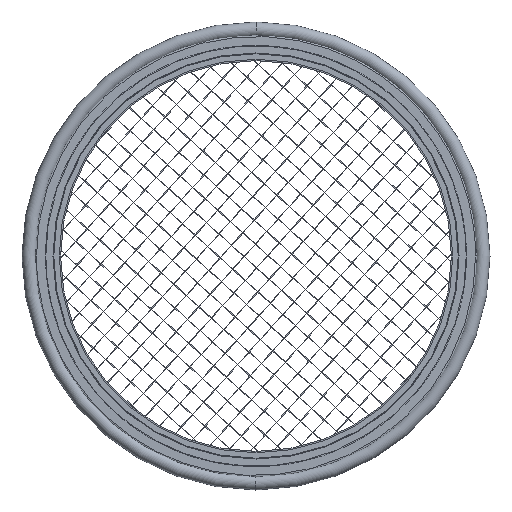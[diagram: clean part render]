
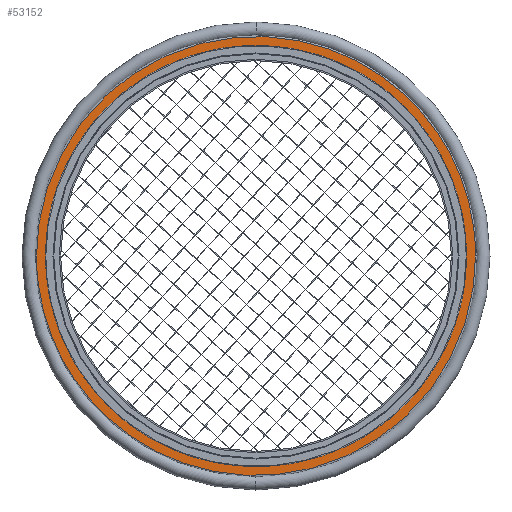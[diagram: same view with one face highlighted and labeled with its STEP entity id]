
A CAD part, left-side view. The second image highlights one B-rep face of the part: STEP entity #53152.
In plain terms, the highlighted planar face has unit normal (-1, 0, 0).
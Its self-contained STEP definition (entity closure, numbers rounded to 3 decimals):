
#1643 = AXIS2_PLACEMENT_3D ( 'NONE', #9872, #62586, #17462 ) ;
#5100 = EDGE_CURVE ( 'NONE', #29832, #67933, #17278, .T. ) ;
#5150 = DIRECTION ( 'NONE',  ( 1., 0., 0. ) ) ;
#9869 = CARTESIAN_POINT ( 'NONE',  ( -1.95, -80.049, 0. ) ) ;
#9872 = CARTESIAN_POINT ( 'NONE',  ( -1.95, 0., 0. ) ) ;
#10417 =( BOUNDED_CURVE ( )  B_SPLINE_CURVE ( 3, ( #30858, #83628, #91229, #46019 ),
 .UNSPECIFIED., .F., .F. ) 
 B_SPLINE_CURVE_WITH_KNOTS ( ( 4, 4 ),
 ( 0., 1. ),
 .UNSPECIFIED. ) 
 CURVE ( )  GEOMETRIC_REPRESENTATION_ITEM ( )  RATIONAL_B_SPLINE_CURVE ( ( 1., 0.333, 0.333, 1. ) ) 
 REPRESENTATION_ITEM ( '' )  );
#14431 = CARTESIAN_POINT ( 'NONE',  ( -1.95, 76.75, 0. ) ) ;
#15276 = VERTEX_POINT ( 'NONE', #40898 ) ;
#17278 = CIRCLE ( 'NONE', #1643, 76.75 ) ;
#17462 = DIRECTION ( 'NONE',  ( 0., -1., 0. ) ) ;
#20025 = FACE_BOUND ( 'NONE', #48089, .T. ) ;
#21246 = VERTEX_POINT ( 'NONE', #33393 ) ;
#23050 = CARTESIAN_POINT ( 'NONE',  ( -1.95, 0., 0. ) ) ;
#24297 = ORIENTED_EDGE ( 'NONE', *, *, #62282, .F. ) ;
#25017 = CARTESIAN_POINT ( 'NONE',  ( -1.95, 80.049, -160.098 ) ) ;
#29832 = VERTEX_POINT ( 'NONE', #60250 ) ;
#30599 = DIRECTION ( 'NONE',  ( 0., -1., 0. ) ) ;
#30858 = CARTESIAN_POINT ( 'NONE',  ( -1.95, 80.049, 0. ) ) ;
#32150 =( BOUNDED_CURVE ( )  B_SPLINE_CURVE ( 3, ( #9869, #70136, #25017, #77714 ),
 .UNSPECIFIED., .F., .T. ) 
 B_SPLINE_CURVE_WITH_KNOTS ( ( 4, 4 ),
 ( 0., 1. ),
 .UNSPECIFIED. ) 
 CURVE ( )  GEOMETRIC_REPRESENTATION_ITEM ( )  RATIONAL_B_SPLINE_CURVE ( ( 1., 0.333, 0.333, 1. ) ) 
 REPRESENTATION_ITEM ( '' )  );
#33147 = AXIS2_PLACEMENT_3D ( 'NONE', #23050, #75765, #30599 ) ;
#33393 = CARTESIAN_POINT ( 'NONE',  ( -1.95, -80.049, 0. ) ) ;
#38335 = EDGE_CURVE ( 'NONE', #67933, #29832, #94422, .T. ) ;
#40150 = AXIS2_PLACEMENT_3D ( 'NONE', #50202, #5150, #57836 ) ;
#40898 = CARTESIAN_POINT ( 'NONE',  ( -1.95, 80.049, 0. ) ) ;
#46019 = CARTESIAN_POINT ( 'NONE',  ( -1.95, -80.049, 0. ) ) ;
#48089 = EDGE_LOOP ( 'NONE', ( #91855, #88280 ) ) ;
#48842 = EDGE_CURVE ( 'NONE', #21246, #15276, #32150, .T. ) ;
#50202 = CARTESIAN_POINT ( 'NONE',  ( -1.95, 80.936, 0. ) ) ;
#53152 = ADVANCED_FACE ( 'NONE', ( #20025, #55382 ), #95146, .F. ) ;
#55382 = FACE_OUTER_BOUND ( 'NONE', #67990, .T. ) ;
#57836 = DIRECTION ( 'NONE',  ( 0., 1., 0. ) ) ;
#60250 = CARTESIAN_POINT ( 'NONE',  ( -1.95, -76.75, 0. ) ) ;
#62282 = EDGE_CURVE ( 'NONE', #15276, #21246, #10417, .T. ) ;
#62586 = DIRECTION ( 'NONE',  ( -1., 0., 0. ) ) ;
#67933 = VERTEX_POINT ( 'NONE', #14431 ) ;
#67990 = EDGE_LOOP ( 'NONE', ( #85261, #24297 ) ) ;
#70136 = CARTESIAN_POINT ( 'NONE',  ( -1.95, -80.049, -160.098 ) ) ;
#75765 = DIRECTION ( 'NONE',  ( -1., 0., 0. ) ) ;
#77714 = CARTESIAN_POINT ( 'NONE',  ( -1.95, 80.049, 0. ) ) ;
#83628 = CARTESIAN_POINT ( 'NONE',  ( -1.95, 80.049, 160.098 ) ) ;
#85261 = ORIENTED_EDGE ( 'NONE', *, *, #48842, .F. ) ;
#88280 = ORIENTED_EDGE ( 'NONE', *, *, #38335, .F. ) ;
#91229 = CARTESIAN_POINT ( 'NONE',  ( -1.95, -80.049, 160.098 ) ) ;
#91855 = ORIENTED_EDGE ( 'NONE', *, *, #5100, .F. ) ;
#94422 = CIRCLE ( 'NONE', #33147, 76.75 ) ;
#95146 = PLANE ( 'NONE',  #40150 ) ;
